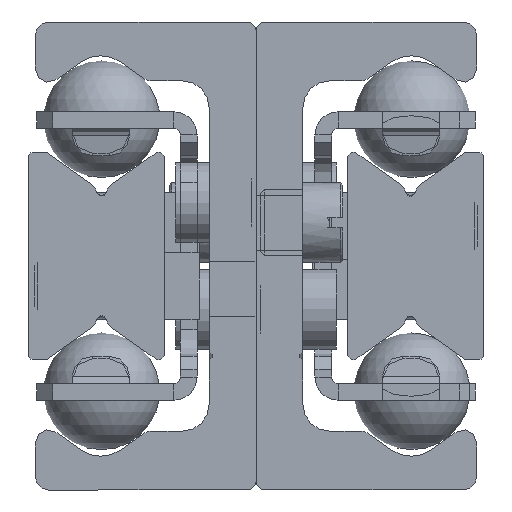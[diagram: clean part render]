
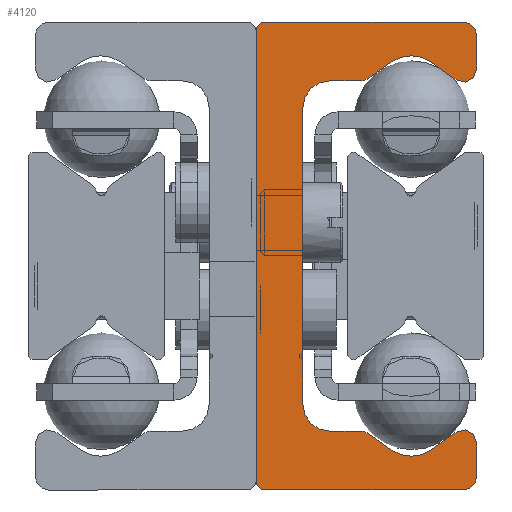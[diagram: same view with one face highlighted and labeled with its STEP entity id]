
A CAD part, left-side view. The second image highlights one B-rep face of the part: STEP entity #4120.
In plain terms, the highlighted planar face has unit normal (-1, 0, 0).
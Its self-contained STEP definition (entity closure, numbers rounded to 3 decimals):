
#1683=CARTESIAN_POINT('',(0.0,4.75,-7.75));
#1684=VERTEX_POINT('',#1683);
#1691=CARTESIAN_POINT('',(0.0,4.75,-11.1));
#1692=VERTEX_POINT('',#1691);
#1693=CARTESIAN_POINT('',(0.0,4.75,-7.75));
#1694=DIRECTION('',(0.0,0.0,-1.0));
#1695=VECTOR('',#1694,3.35);
#1696=LINE('',#1693,#1695);
#1697=EDGE_CURVE('',#1684,#1692,#1696,.T.);
#2063=CARTESIAN_POINT('',(0.0,4.75,11.1));
#2064=VERTEX_POINT('',#2063);
#2071=CARTESIAN_POINT('',(0.0,4.75,-7.25));
#2072=VERTEX_POINT('',#2071);
#2073=CARTESIAN_POINT('',(0.0,4.75,11.1));
#2074=DIRECTION('',(0.0,0.0,-1.0));
#2075=VECTOR('',#2074,18.35);
#2076=LINE('',#2073,#2075);
#2077=EDGE_CURVE('',#2064,#2072,#2076,.T.);
#3264=CARTESIAN_POINT('',(0.0,7.6,-17.5));
#3265=VERTEX_POINT('',#3264);
#3272=CARTESIAN_POINT('',(0.0,8.25,-16.85));
#3273=VERTEX_POINT('',#3272);
#3274=CARTESIAN_POINT('',(0.0,7.6,-16.85));
#3275=DIRECTION('',(1.0,0.0,0.0));
#3276=DIRECTION('',(0.0,0.0,-1.0));
#3277=AXIS2_PLACEMENT_3D('',#3274,#3275,#3276);
#3278=CIRCLE('',#3277,0.65);
#3279=EDGE_CURVE('',#3265,#3273,#3278,.T.);
#3303=CARTESIAN_POINT('',(0.0,-7.25,-17.5));
#3304=VERTEX_POINT('',#3303);
#3311=CARTESIAN_POINT('',(0.0,-7.25,-17.5));
#3312=DIRECTION('',(0.0,1.0,0.0));
#3313=VECTOR('',#3312,14.85);
#3314=LINE('',#3311,#3313);
#3315=EDGE_CURVE('',#3304,#3265,#3314,.T.);
#3335=CARTESIAN_POINT('',(0.0,-8.25,-16.5));
#3336=VERTEX_POINT('',#3335);
#3343=CARTESIAN_POINT('',(0.0,-7.25,-16.5));
#3344=DIRECTION('',(1.0,0.0,0.0));
#3345=DIRECTION('',(0.0,-1.0,0.0));
#3346=AXIS2_PLACEMENT_3D('',#3343,#3344,#3345);
#3347=CIRCLE('',#3346,1.0);
#3348=EDGE_CURVE('',#3336,#3304,#3347,.T.);
#3367=CARTESIAN_POINT('',(0.0,-8.25,-13.98));
#3368=VERTEX_POINT('',#3367);
#3375=CARTESIAN_POINT('',(0.0,-8.25,-13.98));
#3376=DIRECTION('',(0.0,0.0,-1.0));
#3377=VECTOR('',#3376,2.52);
#3378=LINE('',#3375,#3377);
#3379=EDGE_CURVE('',#3368,#3336,#3378,.T.);
#3399=CARTESIAN_POINT('',(0.0,-6.708,-13.177));
#3400=VERTEX_POINT('',#3399);
#3407=CARTESIAN_POINT('',(0.0,-7.27,-13.98));
#3408=DIRECTION('',(1.0,0.0,0.0));
#3409=DIRECTION('',(0.0,0.574,0.819));
#3410=AXIS2_PLACEMENT_3D('',#3407,#3408,#3409);
#3411=CIRCLE('',#3410,0.98);
#3412=EDGE_CURVE('',#3400,#3368,#3411,.T.);
#3431=CARTESIAN_POINT('',(0.0,-4.784,-14.524));
#3432=VERTEX_POINT('',#3431);
#3439=CARTESIAN_POINT('',(0.0,-4.784,-14.524));
#3440=DIRECTION('',(0.0,-0.819,0.574));
#3441=VECTOR('',#3440,2.349);
#3442=LINE('',#3439,#3441);
#3443=EDGE_CURVE('',#3432,#3400,#3442,.T.);
#3463=CARTESIAN_POINT('',(0.0,-1.916,-14.524));
#3464=VERTEX_POINT('',#3463);
#3471=CARTESIAN_POINT('',(0.0,-3.35,-12.477));
#3472=DIRECTION('',(-1.0,0.0,0.0));
#3473=DIRECTION('',(0.0,0.574,0.819));
#3474=AXIS2_PLACEMENT_3D('',#3471,#3472,#3473);
#3475=CIRCLE('',#3474,2.5);
#3476=EDGE_CURVE('',#3464,#3432,#3475,.T.);
#3495=CARTESIAN_POINT('',(0.0,-0.14,-13.281));
#3496=VERTEX_POINT('',#3495);
#3503=CARTESIAN_POINT('',(0.0,-0.14,-13.281));
#3504=DIRECTION('',(0.0,-0.819,-0.574));
#3505=VECTOR('',#3504,2.168);
#3506=LINE('',#3503,#3505);
#3507=EDGE_CURVE('',#3496,#3464,#3506,.T.);
#3527=CARTESIAN_POINT('',(0.0,0.433,-13.1));
#3528=VERTEX_POINT('',#3527);
#3535=CARTESIAN_POINT('',(0.0,0.433,-14.1));
#3536=DIRECTION('',(1.0,0.0,0.0));
#3537=DIRECTION('',(0.0,0.0,1.0));
#3538=AXIS2_PLACEMENT_3D('',#3535,#3536,#3537);
#3539=CIRCLE('',#3538,1.);
#3540=EDGE_CURVE('',#3528,#3496,#3539,.T.);
#3559=CARTESIAN_POINT('',(0.0,2.75,-13.1));
#3560=VERTEX_POINT('',#3559);
#3567=CARTESIAN_POINT('',(0.0,2.75,-13.1));
#3568=DIRECTION('',(0.0,-1.0,0.0));
#3569=VECTOR('',#3568,2.317);
#3570=LINE('',#3567,#3569);
#3571=EDGE_CURVE('',#3560,#3528,#3570,.T.);
#3590=CARTESIAN_POINT('',(0.0,2.75,-11.1));
#3591=DIRECTION('',(-1.0,0.0,0.0));
#3592=DIRECTION('',(0.0,0.0,1.0));
#3593=AXIS2_PLACEMENT_3D('',#3590,#3591,#3592);
#3594=CIRCLE('',#3593,2.0);
#3595=EDGE_CURVE('',#1692,#3560,#3594,.T.);
#3608=CARTESIAN_POINT('',(0.0,4.75,-7.5));
#3609=DIRECTION('',(-1.0,0.0,0.0));
#3610=DIRECTION('',(0.0,0.0,1.0));
#3611=AXIS2_PLACEMENT_3D('',#3608,#3609,#3610);
#3612=CIRCLE('',#3611,0.25);
#3613=EDGE_CURVE('',#2072,#1684,#3612,.T.);
#3633=CARTESIAN_POINT('',(0.0,2.75,13.1));
#3634=VERTEX_POINT('',#3633);
#3641=CARTESIAN_POINT('',(0.0,2.75,11.1));
#3642=DIRECTION('',(-1.0,0.0,0.0));
#3643=DIRECTION('',(0.0,-1.0,0.0));
#3644=AXIS2_PLACEMENT_3D('',#3641,#3642,#3643);
#3645=CIRCLE('',#3644,2.);
#3646=EDGE_CURVE('',#3634,#2064,#3645,.T.);
#3665=CARTESIAN_POINT('',(0.0,0.433,13.1));
#3666=VERTEX_POINT('',#3665);
#3673=CARTESIAN_POINT('',(0.0,0.433,13.1));
#3674=DIRECTION('',(0.0,1.0,0.0));
#3675=VECTOR('',#3674,2.317);
#3676=LINE('',#3673,#3675);
#3677=EDGE_CURVE('',#3666,#3634,#3676,.T.);
#3697=CARTESIAN_POINT('',(0.0,-0.14,13.281));
#3698=VERTEX_POINT('',#3697);
#3705=CARTESIAN_POINT('',(0.0,0.433,14.1));
#3706=DIRECTION('',(1.0,0.0,0.0));
#3707=DIRECTION('',(0.0,-0.574,-0.819));
#3708=AXIS2_PLACEMENT_3D('',#3705,#3706,#3707);
#3709=CIRCLE('',#3708,1.);
#3710=EDGE_CURVE('',#3698,#3666,#3709,.T.);
#3729=CARTESIAN_POINT('',(0.0,-1.916,14.524));
#3730=VERTEX_POINT('',#3729);
#3737=CARTESIAN_POINT('',(0.0,-1.916,14.524));
#3738=DIRECTION('',(0.0,0.819,-0.574));
#3739=VECTOR('',#3738,2.168);
#3740=LINE('',#3737,#3739);
#3741=EDGE_CURVE('',#3730,#3698,#3740,.T.);
#3761=CARTESIAN_POINT('',(0.0,-4.784,14.524));
#3762=VERTEX_POINT('',#3761);
#3769=CARTESIAN_POINT('',(0.0,-3.35,12.477));
#3770=DIRECTION('',(-1.0,0.0,0.0));
#3771=DIRECTION('',(0.0,-0.574,-0.819));
#3772=AXIS2_PLACEMENT_3D('',#3769,#3770,#3771);
#3773=CIRCLE('',#3772,2.5);
#3774=EDGE_CURVE('',#3762,#3730,#3773,.T.);
#3793=CARTESIAN_POINT('',(0.0,-6.708,13.177));
#3794=VERTEX_POINT('',#3793);
#3801=CARTESIAN_POINT('',(0.0,-6.708,13.177));
#3802=DIRECTION('',(0.0,0.819,0.574));
#3803=VECTOR('',#3802,2.349);
#3804=LINE('',#3801,#3803);
#3805=EDGE_CURVE('',#3794,#3762,#3804,.T.);
#3825=CARTESIAN_POINT('',(0.0,-8.25,13.98));
#3826=VERTEX_POINT('',#3825);
#3833=CARTESIAN_POINT('',(0.0,-7.27,13.98));
#3834=DIRECTION('',(1.0,0.0,0.0));
#3835=DIRECTION('',(0.0,-1.0,0.0));
#3836=AXIS2_PLACEMENT_3D('',#3833,#3834,#3835);
#3837=CIRCLE('',#3836,0.98);
#3838=EDGE_CURVE('',#3826,#3794,#3837,.T.);
#3857=CARTESIAN_POINT('',(0.0,-8.25,16.5));
#3858=VERTEX_POINT('',#3857);
#3865=CARTESIAN_POINT('',(0.0,-8.25,16.5));
#3866=DIRECTION('',(0.0,0.0,-1.0));
#3867=VECTOR('',#3866,2.52);
#3868=LINE('',#3865,#3867);
#3869=EDGE_CURVE('',#3858,#3826,#3868,.T.);
#3889=CARTESIAN_POINT('',(0.0,-7.25,17.5));
#3890=VERTEX_POINT('',#3889);
#3897=CARTESIAN_POINT('',(0.0,-7.25,16.5));
#3898=DIRECTION('',(1.0,0.0,0.0));
#3899=DIRECTION('',(0.0,0.0,1.0));
#3900=AXIS2_PLACEMENT_3D('',#3897,#3898,#3899);
#3901=CIRCLE('',#3900,1.0);
#3902=EDGE_CURVE('',#3890,#3858,#3901,.T.);
#3921=CARTESIAN_POINT('',(0.0,7.6,17.5));
#3922=VERTEX_POINT('',#3921);
#3929=CARTESIAN_POINT('',(0.0,7.6,17.5));
#3930=DIRECTION('',(0.0,-1.0,0.0));
#3931=VECTOR('',#3930,14.85);
#3932=LINE('',#3929,#3931);
#3933=EDGE_CURVE('',#3922,#3890,#3932,.T.);
#3953=CARTESIAN_POINT('',(0.0,8.25,16.85));
#3954=VERTEX_POINT('',#3953);
#3961=CARTESIAN_POINT('',(0.0,7.6,16.85));
#3962=DIRECTION('',(1.0,0.0,0.0));
#3963=DIRECTION('',(0.0,1.0,0.0));
#3964=AXIS2_PLACEMENT_3D('',#3961,#3962,#3963);
#3965=CIRCLE('',#3964,0.65);
#3966=EDGE_CURVE('',#3954,#3922,#3965,.T.);
#3984=CARTESIAN_POINT('',(0.0,8.25,-16.85));
#3985=DIRECTION('',(0.0,0.0,1.0));
#3986=VECTOR('',#3985,33.7);
#3987=LINE('',#3984,#3986);
#3988=EDGE_CURVE('',#3273,#3954,#3987,.T.);
#4087=CARTESIAN_POINT('',(0.0,2.258,-0.017));
#4088=DIRECTION('',(1.0,0.0,0.0));
#4089=DIRECTION('',(0.0,0.0,-1.0));
#4090=AXIS2_PLACEMENT_3D('',#4087,#4088,#4089);
#4091=PLANE('',#4090);
#4092=ORIENTED_EDGE('',*,*,#3988,.F.);
#4093=ORIENTED_EDGE('',*,*,#3279,.F.);
#4094=ORIENTED_EDGE('',*,*,#3315,.F.);
#4095=ORIENTED_EDGE('',*,*,#3348,.F.);
#4096=ORIENTED_EDGE('',*,*,#3379,.F.);
#4097=ORIENTED_EDGE('',*,*,#3412,.F.);
#4098=ORIENTED_EDGE('',*,*,#3443,.F.);
#4099=ORIENTED_EDGE('',*,*,#3476,.F.);
#4100=ORIENTED_EDGE('',*,*,#3507,.F.);
#4101=ORIENTED_EDGE('',*,*,#3540,.F.);
#4102=ORIENTED_EDGE('',*,*,#3571,.F.);
#4103=ORIENTED_EDGE('',*,*,#3595,.F.);
#4104=ORIENTED_EDGE('',*,*,#1697,.F.);
#4105=ORIENTED_EDGE('',*,*,#3613,.F.);
#4106=ORIENTED_EDGE('',*,*,#2077,.F.);
#4107=ORIENTED_EDGE('',*,*,#3646,.F.);
#4108=ORIENTED_EDGE('',*,*,#3677,.F.);
#4109=ORIENTED_EDGE('',*,*,#3710,.F.);
#4110=ORIENTED_EDGE('',*,*,#3741,.F.);
#4111=ORIENTED_EDGE('',*,*,#3774,.F.);
#4112=ORIENTED_EDGE('',*,*,#3805,.F.);
#4113=ORIENTED_EDGE('',*,*,#3838,.F.);
#4114=ORIENTED_EDGE('',*,*,#3869,.F.);
#4115=ORIENTED_EDGE('',*,*,#3902,.F.);
#4116=ORIENTED_EDGE('',*,*,#3933,.F.);
#4117=ORIENTED_EDGE('',*,*,#3966,.F.);
#4118=EDGE_LOOP('',(#4092,#4093,#4094,#4095,#4096,#4097,#4098,#4099,#4100,#4101,#4102,#4103,#4104,#4105,#4106,#4107,#4108,#4109,#4110,#4111,#4112,#4113,#4114,#4115,#4116,#4117));
#4119=FACE_OUTER_BOUND('',#4118,.T.);
#4120=ADVANCED_FACE('',(#4119),#4091,.F.);
